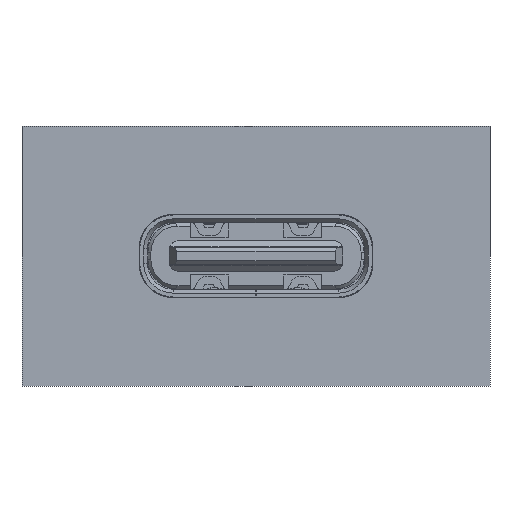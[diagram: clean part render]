
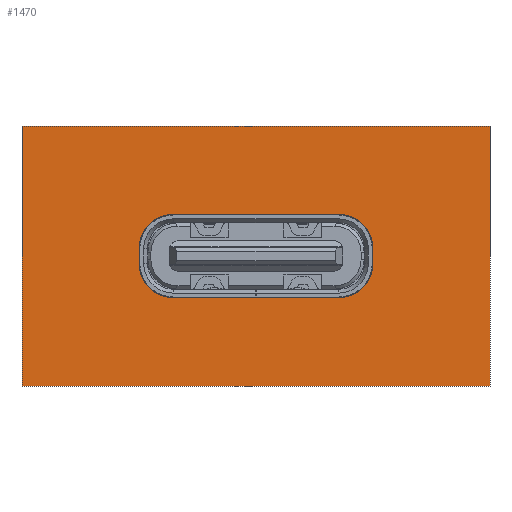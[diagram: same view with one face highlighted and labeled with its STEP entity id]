
A CAD part, front view. The second image highlights one B-rep face of the part: STEP entity #1470.
In plain terms, the highlighted planar face has unit normal (0, -1, 0).
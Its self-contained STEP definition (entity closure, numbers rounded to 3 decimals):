
#372=FACE_BOUND('',#5200,.T.);
#373=FACE_BOUND('',#5201,.T.);
#878=CIRCLE('',#27157,1.3);
#880=CIRCLE('',#27160,1.3);
#882=CIRCLE('',#27163,1.3);
#884=CIRCLE('',#27166,1.3);
#1470=ADVANCED_FACE('',(#372,#373),#2889,.T.);
#2889=PLANE('',#27173);
#5200=EDGE_LOOP('',(#6817,#6818,#6819,#6820,#6821,#6822,#6823,#6824));
#5201=EDGE_LOOP('',(#6825,#6826,#6827,#6828));
#6817=ORIENTED_EDGE('',*,*,#16959,.F.);
#6818=ORIENTED_EDGE('',*,*,#16975,.F.);
#6819=ORIENTED_EDGE('',*,*,#16963,.F.);
#6820=ORIENTED_EDGE('',*,*,#16977,.F.);
#6821=ORIENTED_EDGE('',*,*,#16967,.F.);
#6822=ORIENTED_EDGE('',*,*,#16979,.F.);
#6823=ORIENTED_EDGE('',*,*,#16971,.F.);
#6824=ORIENTED_EDGE('',*,*,#16973,.F.);
#6825=ORIENTED_EDGE('',*,*,#16995,.T.);
#6826=ORIENTED_EDGE('',*,*,#16996,.T.);
#6827=ORIENTED_EDGE('',*,*,#16954,.T.);
#6828=ORIENTED_EDGE('',*,*,#16997,.T.);
#14431=VERTEX_POINT('',#37018);
#14432=VERTEX_POINT('',#37020);
#14433=VERTEX_POINT('',#37024);
#14436=VERTEX_POINT('',#37029);
#14437=VERTEX_POINT('',#37033);
#14440=VERTEX_POINT('',#37038);
#14441=VERTEX_POINT('',#37042);
#14444=VERTEX_POINT('',#37047);
#14445=VERTEX_POINT('',#37051);
#14448=VERTEX_POINT('',#37056);
#14463=VERTEX_POINT('',#37102);
#14464=VERTEX_POINT('',#37103);
#16954=EDGE_CURVE('',#14432,#14431,#20786,.T.);
#16959=EDGE_CURVE('',#14436,#14433,#20791,.T.);
#16963=EDGE_CURVE('',#14440,#14437,#20795,.T.);
#16967=EDGE_CURVE('',#14444,#14441,#20799,.T.);
#16971=EDGE_CURVE('',#14448,#14445,#20803,.T.);
#16973=EDGE_CURVE('',#14433,#14448,#878,.T.);
#16975=EDGE_CURVE('',#14437,#14436,#880,.T.);
#16977=EDGE_CURVE('',#14441,#14440,#882,.T.);
#16979=EDGE_CURVE('',#14445,#14444,#884,.T.);
#16995=EDGE_CURVE('',#14463,#14464,#20815,.T.);
#16996=EDGE_CURVE('',#14464,#14432,#20816,.T.);
#16997=EDGE_CURVE('',#14431,#14463,#20817,.T.);
#20786=LINE('',#37019,#23275);
#20791=LINE('',#37030,#23280);
#20795=LINE('',#37039,#23284);
#20799=LINE('',#37048,#23288);
#20803=LINE('',#37057,#23292);
#20815=LINE('',#37101,#23304);
#20816=LINE('',#37104,#23305);
#20817=LINE('',#37105,#23306);
#23275=VECTOR('',#29018,1.);
#23280=VECTOR('',#29025,1.);
#23284=VECTOR('',#29031,1.);
#23288=VECTOR('',#29037,1.);
#23292=VECTOR('',#29043,1.);
#23304=VECTOR('',#29091,1.);
#23305=VECTOR('',#29092,1.);
#23306=VECTOR('',#29093,1.);
#27157=AXIS2_PLACEMENT_3D('',#37060,#29048,#29049);
#27160=AXIS2_PLACEMENT_3D('',#37063,#29054,#29055);
#27163=AXIS2_PLACEMENT_3D('',#37066,#29060,#29061);
#27166=AXIS2_PLACEMENT_3D('',#37069,#29066,#29067);
#27173=AXIS2_PLACEMENT_3D('',#37106,#29094,#29095);
#29018=DIRECTION('',(0.,0.,1.));
#29025=DIRECTION('',(0.,0.,-1.));
#29031=DIRECTION('',(-1.,0.,0.));
#29037=DIRECTION('',(0.,0.,1.));
#29043=DIRECTION('',(1.,0.,0.));
#29048=DIRECTION('',(0.,-1.,0.));
#29049=DIRECTION('',(0.,0.,-1.));
#29054=DIRECTION('',(0.,-1.,0.));
#29055=DIRECTION('',(0.,0.,-1.));
#29060=DIRECTION('',(0.,-1.,0.));
#29061=DIRECTION('',(0.,0.,-1.));
#29066=DIRECTION('',(0.,-1.,0.));
#29067=DIRECTION('',(0.,0.,-1.));
#29091=DIRECTION('',(0.,0.,-1.));
#29092=DIRECTION('',(1.,0.,0.));
#29093=DIRECTION('',(-1.,0.,0.));
#29094=DIRECTION('',(0.,-1.,0.));
#29095=DIRECTION('',(0.,0.,-1.));
#37018=CARTESIAN_POINT('',(37.,29.,7.58));
#37019=CARTESIAN_POINT('',(37.,29.,-2.42));
#37020=CARTESIAN_POINT('',(37.,29.,-2.42));
#37024=CARTESIAN_POINT('',(23.505,29.,2.275));
#37029=CARTESIAN_POINT('',(23.505,29.,2.885));
#37030=CARTESIAN_POINT('',(23.505,29.,0.));
#37033=CARTESIAN_POINT('',(24.805,29.,4.185));
#37038=CARTESIAN_POINT('',(31.195,29.,4.185));
#37039=CARTESIAN_POINT('',(-30.,29.,4.185));
#37042=CARTESIAN_POINT('',(32.495,29.,2.885));
#37047=CARTESIAN_POINT('',(32.495,29.,2.275));
#37048=CARTESIAN_POINT('',(32.495,29.,0.));
#37051=CARTESIAN_POINT('',(31.195,29.,0.975));
#37056=CARTESIAN_POINT('',(24.805,29.,0.975));
#37057=CARTESIAN_POINT('',(-30.,29.,0.975));
#37060=CARTESIAN_POINT('',(24.805,29.,2.275));
#37063=CARTESIAN_POINT('',(24.805,29.,2.885));
#37066=CARTESIAN_POINT('',(31.195,29.,2.885));
#37069=CARTESIAN_POINT('',(31.195,29.,2.275));
#37101=CARTESIAN_POINT('',(19.,29.,7.58));
#37102=CARTESIAN_POINT('',(19.,29.,7.58));
#37103=CARTESIAN_POINT('',(19.,29.,-2.42));
#37104=CARTESIAN_POINT('',(19.,29.,-2.42));
#37105=CARTESIAN_POINT('',(37.,29.,7.58));
#37106=CARTESIAN_POINT('',(-30.,29.,0.));
